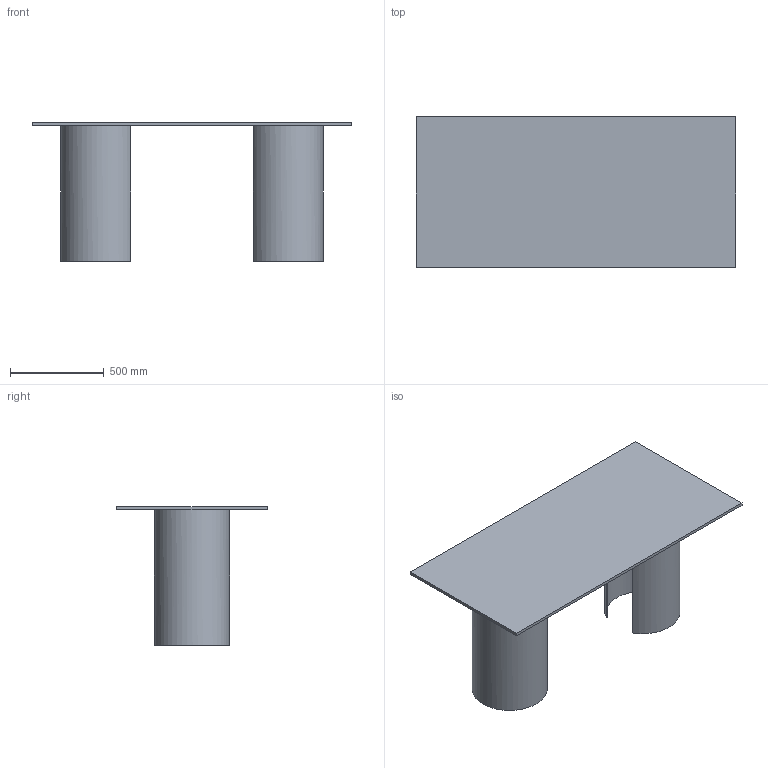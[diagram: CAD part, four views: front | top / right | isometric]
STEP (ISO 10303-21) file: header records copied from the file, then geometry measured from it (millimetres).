
FILE_DESCRIPTION(/* description */ (''),/* implementation_level */ '2;1');
FILE_NAME(/* name */ '1941 - Luxor 170x80',/* time_stamp */ '2010-12-10T11:39:07+01:00',/* author */ (''),/* organization */ (''),/* preprocessor_version */ 'ST-DEVELOPER v10',/* originating_system */ '',/* authorisation */ '');
FILE_SCHEMA (('CONFIG_CONTROL_DESIGN'));
Length unit declared in the file: centimetre
Products named in the file (1): 1
Bounding box: 1700 x 800 x 736 mm (x, y, z)
Volume: 36638895.7 mm3; surface area: 5813910.7 mm2
Topology: 3 solids, 3 shells, 18 faces, 36 edges, 24 vertices
Faces by surface type: bspline 12, plane 6
Entity records: 866 total; most frequent: CARTESIAN_POINT 536, ORIENTED_EDGE 72, EDGE_CURVE 36, B_SPLINE_CURVE_WITH_KNOTS 26, VERTEX_POINT 24, ADVANCED_FACE 18, FACE_OUTER_BOUND 18, EDGE_LOOP 18
